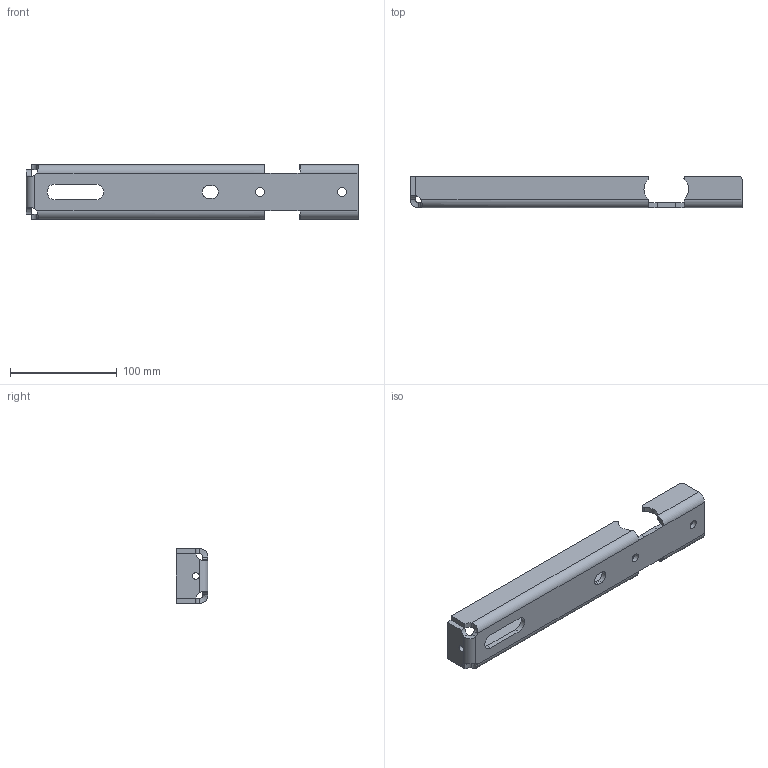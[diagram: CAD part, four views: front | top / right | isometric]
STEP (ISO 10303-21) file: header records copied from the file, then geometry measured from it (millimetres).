
FILE_DESCRIPTION(/* description */ ('STEP AP242','CAx-IF Rec.Pracs.---Representation and Presentation of Product Manufacturing Information (PMI)---4.0---2014-10-13','CAx-IF Rec.Pracs.---3D Tessellated Geometry---0.4---2014-09-14','2;1'),/* implementation_level */ '2;1');
FILE_NAME(/* name */ '65ed18e94fda691ac75847aa',/* time_stamp */ '2024-03-10T02:20:25Z',/* author */ (''),/* organization */ (''),/* preprocessor_version */ 'ST-DEVELOPER v19.4',/* originating_system */ ' ',/* authorisation */ ' ');
FILE_SCHEMA (('AP242_MANAGED_MODEL_BASED_3D_ENGINEERING_MIM_LF { 1 0 10303 442 1 1 4 }'));
Length unit declared in the file: metre
Products named in the file (1): Part 1
Bounding box: 311.5 x 29.8 x 51.6 mm (x, y, z)
Volume: 130926.9 mm3; surface area: 60603.4 mm2
Topology: 1 solids, 1 shells, 85 faces, 209 edges, 126 vertices
Faces by surface type: plane 44, cylinder 37, bspline 4
Full cylindrical faces by diameter (mm): 6.2 x1, 8.2 x2
Entity records: 2656 total; most frequent: CARTESIAN_POINT 606, DIRECTION 428, ORIENTED_EDGE 412, EDGE_CURVE 206, AXIS2_PLACEMENT_3D 148, LINE 132, VECTOR 132, VERTEX_POINT 126
